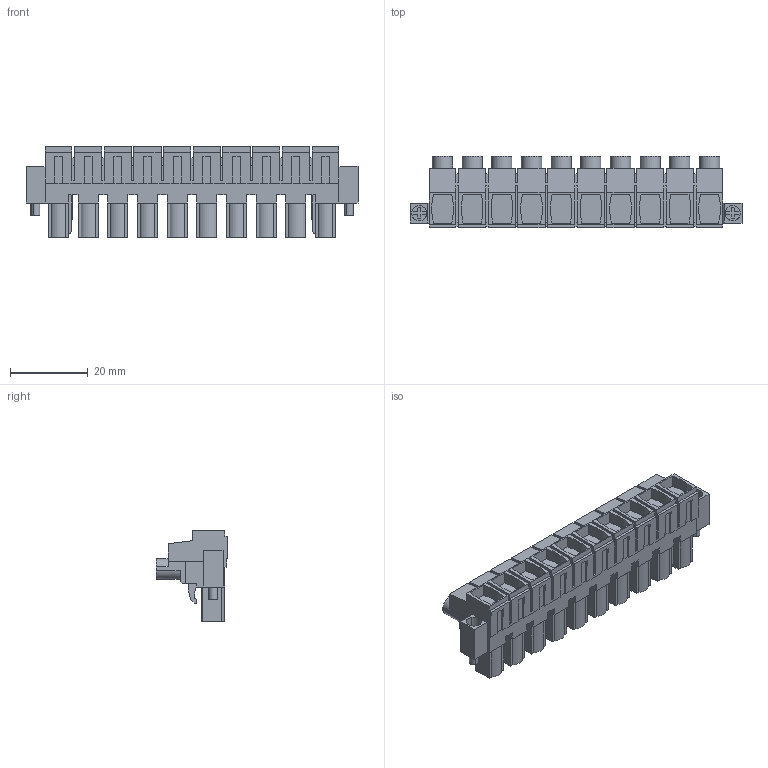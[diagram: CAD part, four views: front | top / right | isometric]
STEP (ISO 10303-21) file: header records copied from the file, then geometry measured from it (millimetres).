
FILE_DESCRIPTION(('CATIA V5 STEP Exchange','CAx-IF Rec.Pracs.--- Model Styling and Organization---1.2---2011-12-15'),'2;1');
FILE_NAME ('D1448481_0_1095760000_1095760000.stp','2017-06-08T10:32:15+00:00',('none'),('Weidmueller'),'CATIA Version 5-6 Release 2014','CATIA V5 STEP AP214','none');
FILE_SCHEMA(('AUTOMOTIVE_DESIGN { 1 0 10303 214 1 1 1 1 }'));
Length unit declared in the file: millimetre
Products named in the file (1): 1095760000
Bounding box: 85.26 x 18.28 x 23.35 mm (x, y, z)
Volume: 14277.5 mm3; surface area: 11849.9 mm2
Topology: 13 solids, 13 shells, 1004 faces, 2838 edges, 1906 vertices
Faces by surface type: plane 842, cylinder 154, extrusion 8
Entity records: 29719 total; most frequent: ORIENTED_EDGE 5676, CARTESIAN_POINT 5555, DIRECTION 3853, EDGE_CURVE 2838, VECTOR 2447, LINE 2439, VERTEX_POINT 1906, EDGE_LOOP 1054
